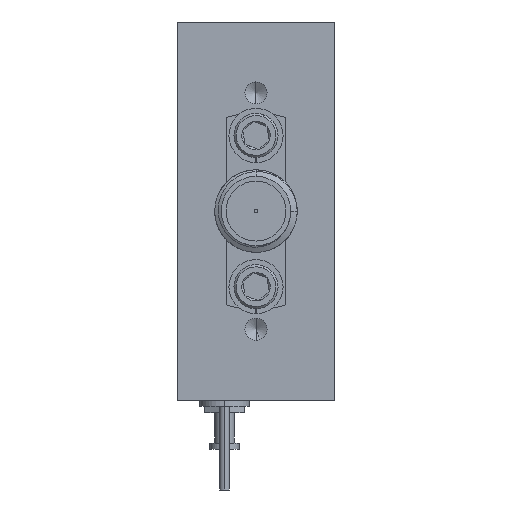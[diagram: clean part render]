
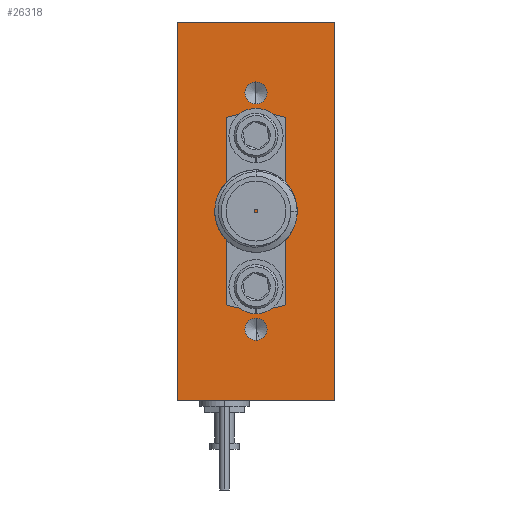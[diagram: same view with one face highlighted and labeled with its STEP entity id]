
A CAD part, left-side view. The second image highlights one B-rep face of the part: STEP entity #26318.
In plain terms, the highlighted planar face has unit normal (-1, 0, 0).
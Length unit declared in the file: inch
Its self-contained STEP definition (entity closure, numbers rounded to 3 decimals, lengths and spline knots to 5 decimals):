
#519 = ORIENTED_EDGE ( 'NONE', *, *, #1752, .F. ) ;
#1006 = EDGE_CURVE ( 'NONE', #7535, #31125, #36541, .T. ) ;
#1161 = FACE_BOUND ( 'NONE', #14418, .T. ) ;
#1501 = CARTESIAN_POINT ( 'NONE',  ( -0.6, 0.25, 0.375 ) ) ;
#1752 = EDGE_CURVE ( 'NONE', #31125, #7709, #1869, .T. ) ;
#1869 = LINE ( 'NONE', #1886, #8770 ) ;
#1886 = CARTESIAN_POINT ( 'NONE',  ( -0.6, 0.5, 0.6 ) ) ;
#2071 = CARTESIAN_POINT ( 'NONE',  ( -0.6, 0.25, 0.205 ) ) ;
#2303 = DIRECTION ( 'NONE',  ( -1., 0., 0. ) ) ;
#2604 = ORIENTED_EDGE ( 'NONE', *, *, #23574, .F. ) ;
#3283 = ORIENTED_EDGE ( 'NONE', *, *, #23567, .F. ) ;
#3304 = EDGE_CURVE ( 'NONE', #20962, #18819, #27528, .T. ) ;
#3905 = FACE_OUTER_BOUND ( 'NONE', #32123, .T. ) ;
#4036 = CARTESIAN_POINT ( 'NONE',  ( -0.6, 0.25, 0.375 ) ) ;
#4165 = DIRECTION ( 'NONE',  ( 0., 0., 1. ) ) ;
#4528 = EDGE_CURVE ( 'NONE', #16905, #10912, #23310, .T. ) ;
#4867 = AXIS2_PLACEMENT_3D ( 'NONE', #25683, #2303, #8214 ) ;
#4876 = FACE_BOUND ( 'NONE', #23429, .T. ) ;
#4892 = VECTOR ( 'NONE', #16431, 39.37008 ) ;
#5302 = VECTOR ( 'NONE', #5992, 39.37008 ) ;
#5419 = ORIENTED_EDGE ( 'NONE', *, *, #1006, .F. ) ;
#5647 = CARTESIAN_POINT ( 'NONE',  ( -0.6, 0.25, 0.41 ) ) ;
#5939 = CARTESIAN_POINT ( 'NONE',  ( -0.6, 0.5, 0.6 ) ) ;
#5992 = DIRECTION ( 'NONE',  ( 0., 0., 1. ) ) ;
#6208 = AXIS2_PLACEMENT_3D ( 'NONE', #9795, #27147, #24180 ) ;
#6246 = VERTEX_POINT ( 'NONE', #32789 ) ;
#6471 = CARTESIAN_POINT ( 'NONE',  ( -0.6, 0.25, 0.24 ) ) ;
#7229 = VERTEX_POINT ( 'NONE', #11896 ) ;
#7277 = DIRECTION ( 'NONE',  ( 0., 0., 1. ) ) ;
#7535 = VERTEX_POINT ( 'NONE', #37013 ) ;
#7709 = VERTEX_POINT ( 'NONE', #35213 ) ;
#7800 = ORIENTED_EDGE ( 'NONE', *, *, #29841, .F. ) ;
#7873 = CIRCLE ( 'NONE', #25431, 0.035 ) ;
#8214 = DIRECTION ( 'NONE',  ( 0., 0., 1. ) ) ;
#8770 = VECTOR ( 'NONE', #22560, 39.37008 ) ;
#9099 = EDGE_LOOP ( 'NONE', ( #19702, #2604 ) ) ;
#9795 = CARTESIAN_POINT ( 'NONE',  ( -0.6, 0.25, -0.24 ) ) ;
#9799 = DIRECTION ( 'NONE',  ( -1., 0., 0. ) ) ;
#10488 = CARTESIAN_POINT ( 'NONE',  ( -0.6, 0., -0.6 ) ) ;
#10912 = VERTEX_POINT ( 'NONE', #37300 ) ;
#11204 = DIRECTION ( 'NONE',  ( 0., 0., 1. ) ) ;
#11377 = CARTESIAN_POINT ( 'NONE',  ( -0.6, 0.5, 0.6 ) ) ;
#11784 = CARTESIAN_POINT ( 'NONE',  ( -0.6, 0., 0.6 ) ) ;
#11896 = CARTESIAN_POINT ( 'NONE',  ( -0.6, 0.25, -0.275 ) ) ;
#12297 = DIRECTION ( 'NONE',  ( 1., 0., 0. ) ) ;
#13588 = FACE_BOUND ( 'NONE', #9099, .T. ) ;
#13963 = DIRECTION ( 'NONE',  ( 0., 0., 1. ) ) ;
#14418 = EDGE_LOOP ( 'NONE', ( #16630, #31914 ) ) ;
#14602 = VERTEX_POINT ( 'NONE', #19978 ) ;
#15516 = ORIENTED_EDGE ( 'NONE', *, *, #28936, .F. ) ;
#16014 = CIRCLE ( 'NONE', #30111, 0.035 ) ;
#16431 = DIRECTION ( 'NONE',  ( 0., -1., 0. ) ) ;
#16630 = ORIENTED_EDGE ( 'NONE', *, *, #3304, .F. ) ;
#16905 = VERTEX_POINT ( 'NONE', #5647 ) ;
#18371 = CIRCLE ( 'NONE', #6208, 0.035 ) ;
#18819 = VERTEX_POINT ( 'NONE', #2071 ) ;
#19067 = DIRECTION ( 'NONE',  ( 0., 0., 1. ) ) ;
#19345 = CARTESIAN_POINT ( 'NONE',  ( -0.6, 0.25, 0.24 ) ) ;
#19702 = ORIENTED_EDGE ( 'NONE', *, *, #4528, .F. ) ;
#19978 = CARTESIAN_POINT ( 'NONE',  ( -0.6, 0.25, -0.41 ) ) ;
#20922 = LINE ( 'NONE', #11784, #5302 ) ;
#20962 = VERTEX_POINT ( 'NONE', #23504 ) ;
#21899 = CARTESIAN_POINT ( 'NONE',  ( -0.6, 0.25, -0.375 ) ) ;
#22368 = EDGE_CURVE ( 'NONE', #31218, #7229, #18371, .T. ) ;
#22560 = DIRECTION ( 'NONE',  ( 0., -1., 0. ) ) ;
#23310 = CIRCLE ( 'NONE', #27304, 0.035 ) ;
#23429 = EDGE_LOOP ( 'NONE', ( #7800, #3283 ) ) ;
#23504 = CARTESIAN_POINT ( 'NONE',  ( -0.6, 0.25, 0.275 ) ) ;
#23567 = EDGE_CURVE ( 'NONE', #14602, #6246, #33510, .T. ) ;
#23574 = EDGE_CURVE ( 'NONE', #10912, #16905, #16014, .T. ) ;
#23600 = ORIENTED_EDGE ( 'NONE', *, *, #26246, .T. ) ;
#24180 = DIRECTION ( 'NONE',  ( 0., 0., 1. ) ) ;
#24542 = DIRECTION ( 'NONE',  ( 0., 0., 1. ) ) ;
#24582 = DIRECTION ( 'NONE',  ( -1., 0., 0. ) ) ;
#24735 = AXIS2_PLACEMENT_3D ( 'NONE', #26677, #12297, #26419 ) ;
#25431 = AXIS2_PLACEMENT_3D ( 'NONE', #19345, #31295, #13963 ) ;
#25458 = DIRECTION ( 'NONE',  ( -1., 0., 0. ) ) ;
#25476 = VECTOR ( 'NONE', #26496, 39.37008 ) ;
#25683 = CARTESIAN_POINT ( 'NONE',  ( -0.6, 0.25, -0.24 ) ) ;
#26246 = EDGE_CURVE ( 'NONE', #35613, #7709, #20922, .T. ) ;
#26296 = EDGE_LOOP ( 'NONE', ( #35221, #15516 ) ) ;
#26318 = ADVANCED_FACE ( 'NONE', ( #37063, #1161, #4876, #13588, #3905 ), #29887, .F. ) ;
#26419 = DIRECTION ( 'NONE',  ( 0., 0., -1. ) ) ;
#26496 = DIRECTION ( 'NONE',  ( 0., 0., 1. ) ) ;
#26677 = CARTESIAN_POINT ( 'NONE',  ( -0.6, 0.5, 0.6 ) ) ;
#27147 = DIRECTION ( 'NONE',  ( -1., 0., 0. ) ) ;
#27304 = AXIS2_PLACEMENT_3D ( 'NONE', #1501, #30902, #7277 ) ;
#27528 = CIRCLE ( 'NONE', #29751, 0.035 ) ;
#28085 = ORIENTED_EDGE ( 'NONE', *, *, #36978, .T. ) ;
#28676 = CIRCLE ( 'NONE', #4867, 0.035 ) ;
#28936 = EDGE_CURVE ( 'NONE', #7229, #31218, #28676, .T. ) ;
#29034 = AXIS2_PLACEMENT_3D ( 'NONE', #37189, #25458, #11204 ) ;
#29623 = CARTESIAN_POINT ( 'NONE',  ( -0.6, 0.25, -0.205 ) ) ;
#29751 = AXIS2_PLACEMENT_3D ( 'NONE', #6471, #9799, #24542 ) ;
#29841 = EDGE_CURVE ( 'NONE', #6246, #14602, #36442, .T. ) ;
#29887 = PLANE ( 'NONE',  #24735 ) ;
#30111 = AXIS2_PLACEMENT_3D ( 'NONE', #4036, #33492, #19067 ) ;
#30902 = DIRECTION ( 'NONE',  ( -1., 0., 0. ) ) ;
#31125 = VERTEX_POINT ( 'NONE', #11377 ) ;
#31218 = VERTEX_POINT ( 'NONE', #29623 ) ;
#31295 = DIRECTION ( 'NONE',  ( -1., 0., 0. ) ) ;
#31914 = ORIENTED_EDGE ( 'NONE', *, *, #32663, .F. ) ;
#32123 = EDGE_LOOP ( 'NONE', ( #23600, #519, #5419, #28085 ) ) ;
#32663 = EDGE_CURVE ( 'NONE', #18819, #20962, #7873, .T. ) ;
#32789 = CARTESIAN_POINT ( 'NONE',  ( -0.6, 0.25, -0.34 ) ) ;
#32967 = LINE ( 'NONE', #33558, #4892 ) ;
#33492 = DIRECTION ( 'NONE',  ( -1., 0., 0. ) ) ;
#33510 = CIRCLE ( 'NONE', #34799, 0.035 ) ;
#33558 = CARTESIAN_POINT ( 'NONE',  ( -0.6, 0.5, -0.6 ) ) ;
#34799 = AXIS2_PLACEMENT_3D ( 'NONE', #21899, #24582, #4165 ) ;
#35213 = CARTESIAN_POINT ( 'NONE',  ( -0.6, 0., 0.6 ) ) ;
#35221 = ORIENTED_EDGE ( 'NONE', *, *, #22368, .F. ) ;
#35613 = VERTEX_POINT ( 'NONE', #10488 ) ;
#36442 = CIRCLE ( 'NONE', #29034, 0.035 ) ;
#36541 = LINE ( 'NONE', #5939, #25476 ) ;
#36978 = EDGE_CURVE ( 'NONE', #7535, #35613, #32967, .T. ) ;
#37013 = CARTESIAN_POINT ( 'NONE',  ( -0.6, 0.5, -0.6 ) ) ;
#37063 = FACE_BOUND ( 'NONE', #26296, .T. ) ;
#37189 = CARTESIAN_POINT ( 'NONE',  ( -0.6, 0.25, -0.375 ) ) ;
#37300 = CARTESIAN_POINT ( 'NONE',  ( -0.6, 0.25, 0.34 ) ) ;
